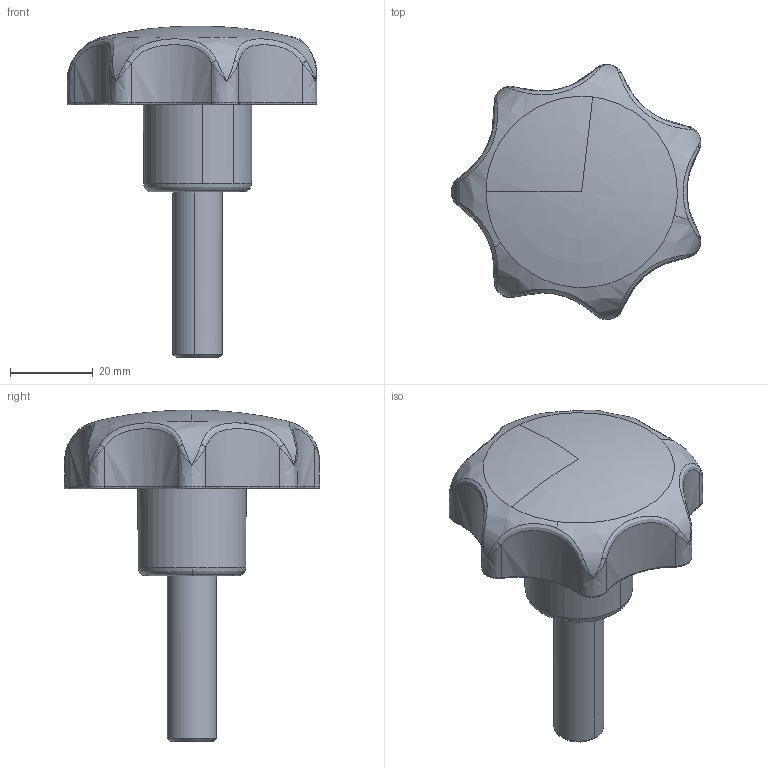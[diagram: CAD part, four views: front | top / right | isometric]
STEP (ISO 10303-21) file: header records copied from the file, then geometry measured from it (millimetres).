
FILE_DESCRIPTION((''),'2;1');
FILE_NAME('','2005-07-15T11:06:32',(''),(''),'','CADfix','');
FILE_SCHEMA(('AUTOMOTIVE_DESIGN'));
Length unit declared in the file: millimetre
Products named in the file (3): screw; knob; KSMS_63_M12_40_10462_36
Assembly tree (2 placements, depth 2):
  KSMS_63_M12_40_10462_36
    screw
    knob
Bounding box: 60.28 x 61.61 x 80 mm (x, y, z)
Volume: 40765.7 mm3; surface area: 16282.1 mm2
Topology: 2 solids, 2 shells, 100 faces, 264 edges, 156 vertices
Faces by surface type: bspline 100
Entity records: 6358 total; most frequent: CARTESIAN_POINT 4983, ORIENTED_EDGE 496, EDGE_CURVE 248, VERTEX_POINT 156, EDGE_LOOP 104, FACE_OUTER_BOUND 100, ADVANCED_FACE 100, B_SPLINE_CURVE_WITH_KNOTS 44
